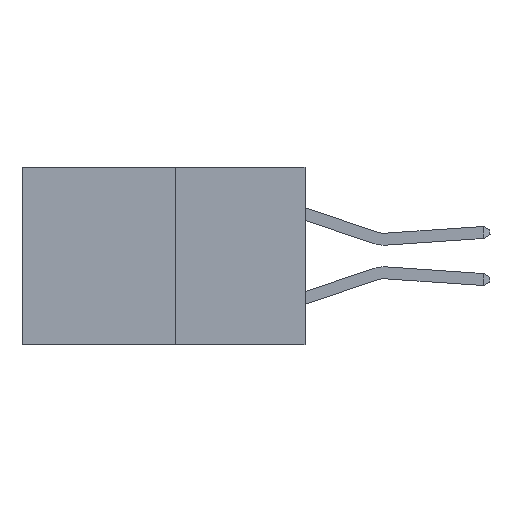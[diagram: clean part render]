
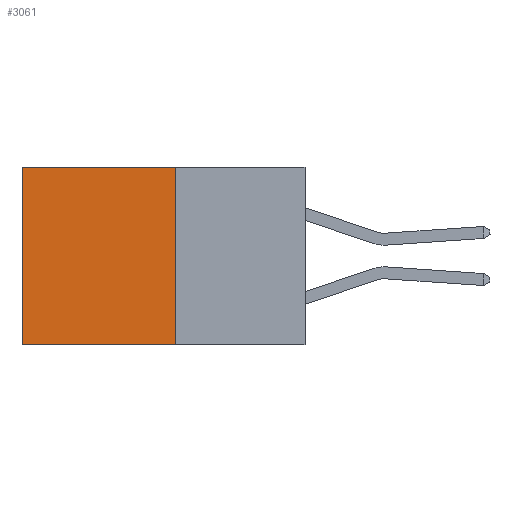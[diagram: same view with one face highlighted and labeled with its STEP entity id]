
A CAD part, left-side view. The second image highlights one B-rep face of the part: STEP entity #3061.
In plain terms, the highlighted planar face has unit normal (-1, 0, 0).
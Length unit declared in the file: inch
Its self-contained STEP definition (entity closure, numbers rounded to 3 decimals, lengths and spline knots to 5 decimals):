
#502 = CARTESIAN_POINT ( 'NONE',  ( 0.277, 0.27, -0.37 ) ) ;
#714 = EDGE_CURVE ( 'NONE', #3748, #3102, #1482, .T. ) ;
#863 = CARTESIAN_POINT ( 'NONE',  ( 0.277, 0.27, -0.37 ) ) ;
#965 = EDGE_CURVE ( 'NONE', #3748, #4886, #1623, .T. ) ;
#1020 = CARTESIAN_POINT ( 'NONE',  ( 0.277, 0.27, -0.37 ) ) ;
#1341 = LINE ( 'NONE', #1020, #7460 ) ;
#1380 = CARTESIAN_POINT ( 'NONE',  ( 0.277, 0.27, 0. ) ) ;
#1465 = LINE ( 'NONE', #8856, #5604 ) ;
#1482 = LINE ( 'NONE', #1380, #3716 ) ;
#1492 = EDGE_CURVE ( 'NONE', #4886, #5569, #1341, .T. ) ;
#1623 = LINE ( 'NONE', #502, #9625 ) ;
#2098 = DIRECTION ( 'NONE',  ( 0., 1., 0. ) ) ;
#2635 = ORIENTED_EDGE ( 'NONE', *, *, #965, .F. ) ;
#2851 = AXIS2_PLACEMENT_3D ( 'NONE', #8525, #7974, #7675 ) ;
#2903 = ORIENTED_EDGE ( 'NONE', *, *, #714, .T. ) ;
#3061 = ADVANCED_FACE ( 'NONE', ( #10168 ), #8008, .F. ) ;
#3102 = VERTEX_POINT ( 'NONE', #6347 ) ;
#3217 = CARTESIAN_POINT ( 'NONE',  ( 0.277, 0.27, 0. ) ) ;
#3488 = DIRECTION ( 'NONE',  ( 0., 0., -1. ) ) ;
#3716 = VECTOR ( 'NONE', #6294, 39.37008 ) ;
#3748 = VERTEX_POINT ( 'NONE', #3217 ) ;
#3818 = ORIENTED_EDGE ( 'NONE', *, *, #1492, .F. ) ;
#4886 = VERTEX_POINT ( 'NONE', #863 ) ;
#5569 = VERTEX_POINT ( 'NONE', #7324 ) ;
#5604 = VECTOR ( 'NONE', #3488, 39.37008 ) ;
#5773 = EDGE_LOOP ( 'NONE', ( #7211, #3818, #2635, #2903 ) ) ;
#6294 = DIRECTION ( 'NONE',  ( 0., 1., 0. ) ) ;
#6347 = CARTESIAN_POINT ( 'NONE',  ( 0.277, 0.59, 0. ) ) ;
#6809 = DIRECTION ( 'NONE',  ( 0., 0., -1. ) ) ;
#7211 = ORIENTED_EDGE ( 'NONE', *, *, #7476, .T. ) ;
#7324 = CARTESIAN_POINT ( 'NONE',  ( 0.277, 0.59, -0.37 ) ) ;
#7460 = VECTOR ( 'NONE', #2098, 39.37008 ) ;
#7476 = EDGE_CURVE ( 'NONE', #3102, #5569, #1465, .T. ) ;
#7675 = DIRECTION ( 'NONE',  ( 0., 0., -1. ) ) ;
#7974 = DIRECTION ( 'NONE',  ( 1., 0., 0. ) ) ;
#8008 = PLANE ( 'NONE',  #2851 ) ;
#8525 = CARTESIAN_POINT ( 'NONE',  ( 0.277, 0.27, -0.37 ) ) ;
#8856 = CARTESIAN_POINT ( 'NONE',  ( 0.277, 0.59, -0.37 ) ) ;
#9625 = VECTOR ( 'NONE', #6809, 39.37008 ) ;
#10168 = FACE_OUTER_BOUND ( 'NONE', #5773, .T. ) ;
